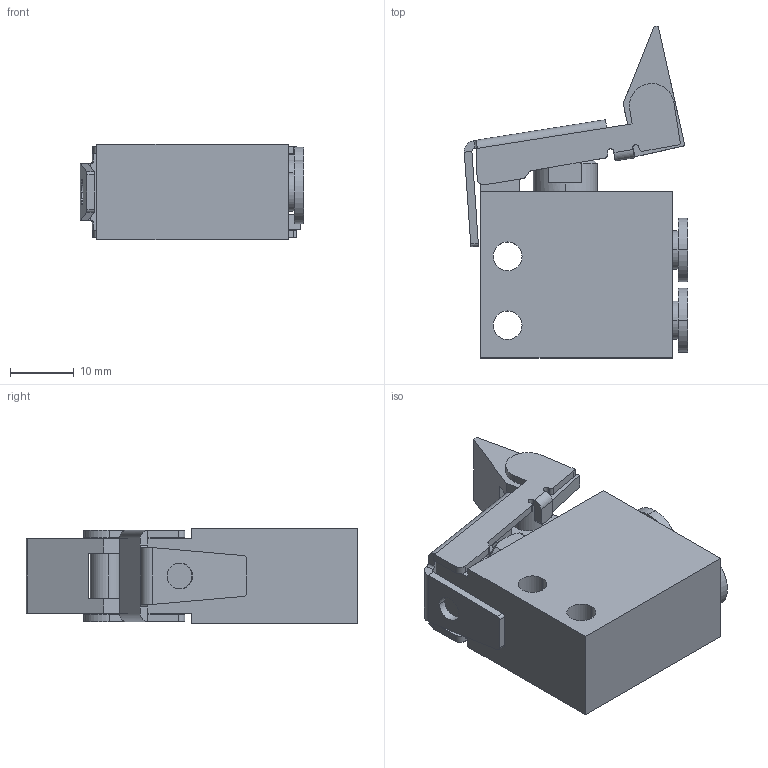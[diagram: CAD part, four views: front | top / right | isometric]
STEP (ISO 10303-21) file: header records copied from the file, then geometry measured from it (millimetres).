
FILE_DESCRIPTION (( 'STEP AP214' ), '1' );
FILE_NAME ('EVP-CS-T.step', '2018-03-21T19:10:07', ( '' ), ( '' ), 'SwSTEP 2.0', 'SolidWorks 2017', '' );
FILE_SCHEMA (( 'AUTOMOTIVE_DESIGN' ));
Length unit declared in the file: inch
Products named in the file (1): EVP-CS-T
Bounding box: 34.99 x 51.97 x 15 mm (x, y, z)
Volume: 14244.4 mm3; surface area: 7505.2 mm2
Topology: 3 solids, 3 shells, 154 faces, 416 edges, 274 vertices
Faces by surface type: plane 82, cylinder 68, cone 4
Entity records: 7012 total; most frequent: CARTESIAN_POINT 927, DIRECTION 852, ORIENTED_EDGE 832, EDGE_CURVE 416, AXIS2_PLACEMENT_3D 295, VERTEX_POINT 274, VECTOR 262, LINE 262
